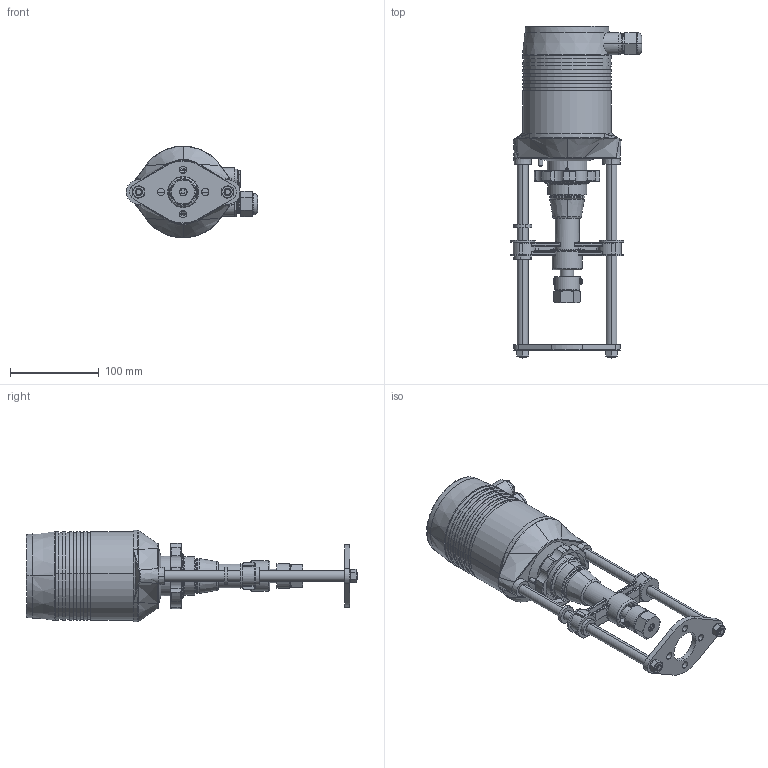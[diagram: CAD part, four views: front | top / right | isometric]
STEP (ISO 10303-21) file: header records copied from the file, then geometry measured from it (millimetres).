
FILE_DESCRIPTION (( 'STEP AP214' ), '1' );
FILE_NAME ('MC_161_Hub14_DN32-50__D-38792.STEP', '2014-11-27T06:46:32', ( '' ), ( '' ), 'SwSTEP 2.0', 'SolidWorks 2012', '' );
FILE_SCHEMA (( 'AUTOMOTIVE_DESIGN' ));
Length unit declared in the file: millimetre
Products named in the file (23): Traverse_E-58046__107245; lock washer for shafts_din_Lock washer DIN 6799 - 5; Mutter_M20x1,5_E-74080__116584; Einlegeteil_ø4-ø13,5_E-74079__116583; Verbindungsmuffe_Pilzkopf_E-74081__116585; Führungshülse_ø12_E-70283__112465; Bolzen__E-61630__108170; Verbindungsstück_ mit_ 2-Flach_13__E-78802; Schutzhuelse_D-26590; Rundsäule_203mm_M8-M10_E-74078__116582; Alu-Nabe__B-10410_; Kabelanschlu¯ Stopfen; Teil Gehõusedeckel_1; Anschlagring H4xÏ20x12_1; Mutter_M8_1; Br³cke_1; _bergang; gro¯e Mutter am Antrieb; oberste Kupplung - Lang_1; Elektro PG Verschraubung_gr; Unterlegscheibe M10xﾏ 13,1(ﾏ 13,1 x 0,8)_1; Obere Kappe mit PG Ausgõngen_1; MC_161_Hub14_DN32-50__D-38792
Assembly tree (27 placements, depth 2):
  MC_161_Hub14_DN32-50__D-38792
    Obere Kappe mit PG Ausgõngen_1
    Unterlegscheibe M10xﾏ 13,1(ﾏ 13,1 x 0,8)_1  x2
    Elektro PG Verschraubung_gr
    oberste Kupplung - Lang_1
    gro¯e Mutter am Antrieb
    _bergang
    Br³cke_1
    Mutter_M8_1  x2
    Anschlagring H4xÏ20x12_1  x2
    Teil Gehõusedeckel_1
    Kabelanschlu¯ Stopfen
    Alu-Nabe__B-10410_
    Rundsäule_203mm_M8-M10_E-74078__116582  x2
    Schutzhuelse_D-26590
    Verbindungsstück_ mit_ 2-Flach_13__E-78802
    Bolzen__E-61630__108170
    Führungshülse_ø12_E-70283__112465  x2
    Verbindungsmuffe_Pilzkopf_E-74081__116585
    Einlegeteil_ø4-ø13,5_E-74079__116583
    Mutter_M20x1,5_E-74080__116584
    lock washer for shafts_din_Lock washer DIN 6799 - 5
    Traverse_E-58046__107245
Bounding box: 148 x 373.89 x 103.2 mm (x, y, z)
Volume: 752290.2 mm3; surface area: 270022.5 mm2
Topology: 27 solids, 27 shells, 1528 faces, 3773 edges, 2332 vertices
Faces by surface type: plane 460, cylinder 456, bspline 290, cone 281, torus 41
Entity records: 53971 total; most frequent: CARTESIAN_POINT 20332, ORIENTED_EDGE 7146, DIRECTION 6487, EDGE_CURVE 3573, AXIS2_PLACEMENT_3D 2589, VERTEX_POINT 2232, EDGE_LOOP 1571, ADVANCED_FACE 1452
